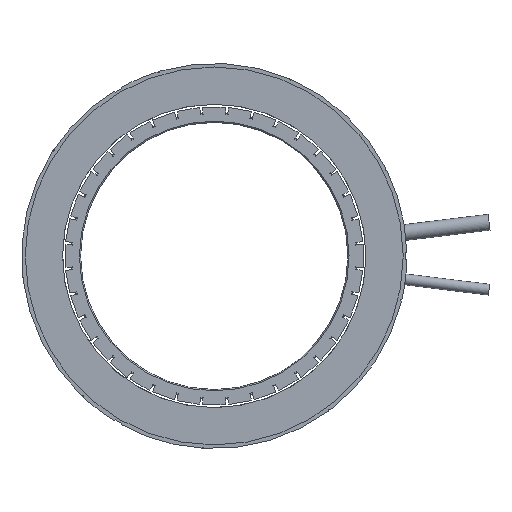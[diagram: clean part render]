
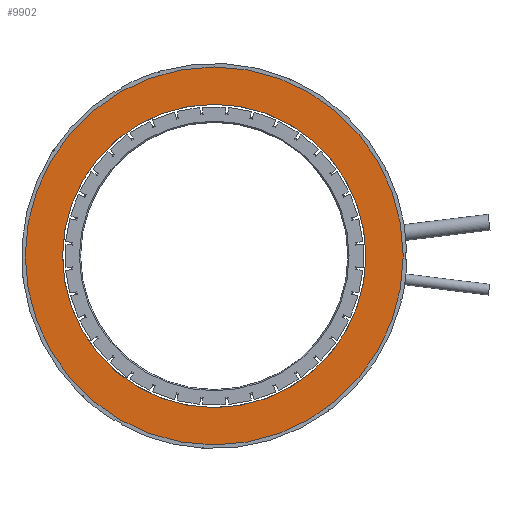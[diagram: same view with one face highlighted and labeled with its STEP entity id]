
A CAD part, left-side view. The second image highlights one B-rep face of the part: STEP entity #9902.
In plain terms, the highlighted planar face has unit normal (-1, 0, 0).
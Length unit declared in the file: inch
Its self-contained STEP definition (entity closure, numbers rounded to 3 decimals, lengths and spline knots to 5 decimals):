
#21=FACE_BOUND('',#959,.T.);
#181=PLANE('',#10451);
#475=FACE_OUTER_BOUND('',#958,.T.);
#958=EDGE_LOOP('',(#6525));
#959=EDGE_LOOP('',(#6526));
#1599=CIRCLE('',#10450,3.09055);
#1600=CIRCLE('',#10452,2.48031);
#4035=VERTEX_POINT('',#14260);
#4036=VERTEX_POINT('',#14264);
#5012=EDGE_CURVE('',#4035,#4035,#1599,.T.);
#5013=EDGE_CURVE('',#4036,#4036,#1600,.T.);
#6525=ORIENTED_EDGE('',*,*,#5012,.F.);
#6526=ORIENTED_EDGE('',*,*,#5013,.F.);
#9902=ADVANCED_FACE('',(#475,#21),#181,.F.);
#10450=AXIS2_PLACEMENT_3D('',#14262,#11477,#11478);
#10451=AXIS2_PLACEMENT_3D('',#14263,#11479,#11480);
#10452=AXIS2_PLACEMENT_3D('',#14265,#11481,#11482);
#11477=DIRECTION('center_axis',(1.,0.,0.));
#11478=DIRECTION('ref_axis',(0.,0.,1.));
#11479=DIRECTION('center_axis',(1.,0.,0.));
#11480=DIRECTION('ref_axis',(0.,0.,-1.));
#11481=DIRECTION('center_axis',(-1.,0.,0.));
#11482=DIRECTION('ref_axis',(0.,0.,-1.));
#14260=CARTESIAN_POINT('',(-5.4804,-0.22476,3.09055));
#14262=CARTESIAN_POINT('Origin',(-5.4804,-0.22476,0.));
#14263=CARTESIAN_POINT('Origin',(-5.4804,-0.22476,0.));
#14264=CARTESIAN_POINT('',(-5.4804,-0.22476,2.48031));
#14265=CARTESIAN_POINT('Origin',(-5.4804,-0.22476,0.));
